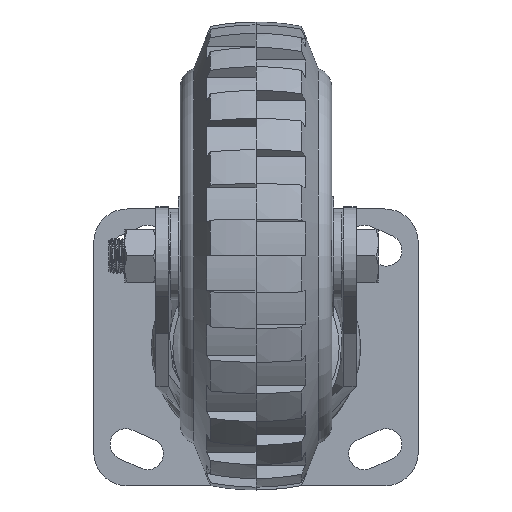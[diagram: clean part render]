
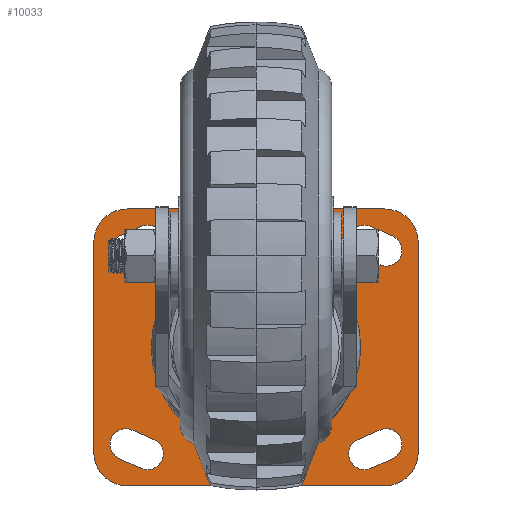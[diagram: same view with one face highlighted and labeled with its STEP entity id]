
A CAD part, front view. The second image highlights one B-rep face of the part: STEP entity #10033.
In plain terms, the highlighted planar face has unit normal (0, -1, 0).
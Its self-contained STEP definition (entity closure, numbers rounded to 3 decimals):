
#299=FACE_BOUND('',#1629,.T.);
#300=FACE_BOUND('',#1630,.T.);
#301=FACE_BOUND('',#1631,.T.);
#302=FACE_BOUND('',#1632,.T.);
#303=FACE_BOUND('',#1633,.T.);
#434=PLANE('',#10918);
#982=FACE_OUTER_BOUND('',#1628,.T.);
#1628=EDGE_LOOP('',(#7364,#7365,#7366,#7367,#7368,#7369,#7370,#7371));
#1629=EDGE_LOOP('',(#7372,#7373,#7374,#7375));
#1630=EDGE_LOOP('',(#7376,#7377,#7378,#7379));
#1631=EDGE_LOOP('',(#7380,#7381,#7382,#7383));
#1632=EDGE_LOOP('',(#7384,#7385,#7386,#7387));
#1633=EDGE_LOOP('',(#7388,#7389));
#2250=CIRCLE('',#10862,35.4);
#2251=CIRCLE('',#10863,35.4);
#2257=CIRCLE('',#10872,5.65);
#2259=CIRCLE('',#10876,5.65);
#2261=CIRCLE('',#10880,5.65);
#2263=CIRCLE('',#10884,5.65);
#2265=CIRCLE('',#10888,5.65);
#2267=CIRCLE('',#10892,5.65);
#2269=CIRCLE('',#10896,5.65);
#2271=CIRCLE('',#10900,5.65);
#2273=CIRCLE('',#10904,12.);
#2275=CIRCLE('',#10908,12.);
#2277=CIRCLE('',#10912,12.);
#2279=CIRCLE('',#10916,12.);
#3071=LINE('',#19034,#3647);
#3075=LINE('',#19046,#3651);
#3079=LINE('',#19058,#3655);
#3083=LINE('',#19070,#3659);
#3087=LINE('',#19082,#3663);
#3091=LINE('',#19094,#3667);
#3095=LINE('',#19106,#3671);
#3099=LINE('',#19118,#3675);
#3103=LINE('',#19130,#3679);
#3107=LINE('',#19142,#3683);
#3111=LINE('',#19154,#3687);
#3115=LINE('',#19166,#3691);
#3647=VECTOR('',#12452,10.);
#3651=VECTOR('',#12464,10.);
#3655=VECTOR('',#12476,10.);
#3659=VECTOR('',#12488,10.);
#3663=VECTOR('',#12500,10.);
#3667=VECTOR('',#12512,10.);
#3671=VECTOR('',#12524,10.);
#3675=VECTOR('',#12536,10.);
#3679=VECTOR('',#12548,10.);
#3683=VECTOR('',#12560,10.);
#3687=VECTOR('',#12572,10.);
#3691=VECTOR('',#12584,10.);
#4318=VERTEX_POINT('',#19016);
#4319=VERTEX_POINT('',#19017);
#4324=VERTEX_POINT('',#19031);
#4325=VERTEX_POINT('',#19033);
#4327=VERTEX_POINT('',#19039);
#4329=VERTEX_POINT('',#19045);
#4332=VERTEX_POINT('',#19055);
#4333=VERTEX_POINT('',#19057);
#4335=VERTEX_POINT('',#19063);
#4337=VERTEX_POINT('',#19069);
#4340=VERTEX_POINT('',#19079);
#4341=VERTEX_POINT('',#19081);
#4343=VERTEX_POINT('',#19087);
#4345=VERTEX_POINT('',#19093);
#4348=VERTEX_POINT('',#19103);
#4349=VERTEX_POINT('',#19105);
#4351=VERTEX_POINT('',#19111);
#4353=VERTEX_POINT('',#19117);
#4356=VERTEX_POINT('',#19127);
#4357=VERTEX_POINT('',#19129);
#4359=VERTEX_POINT('',#19135);
#4361=VERTEX_POINT('',#19141);
#4363=VERTEX_POINT('',#19147);
#4365=VERTEX_POINT('',#19153);
#4367=VERTEX_POINT('',#19159);
#4369=VERTEX_POINT('',#19165);
#5398=EDGE_CURVE('',#4318,#4319,#2250,.T.);
#5399=EDGE_CURVE('',#4319,#4318,#2251,.T.);
#5406=EDGE_CURVE('',#4325,#4324,#3071,.T.);
#5409=EDGE_CURVE('',#4327,#4325,#2257,.T.);
#5412=EDGE_CURVE('',#4329,#4327,#3075,.T.);
#5415=EDGE_CURVE('',#4324,#4329,#2259,.T.);
#5418=EDGE_CURVE('',#4333,#4332,#3079,.T.);
#5421=EDGE_CURVE('',#4335,#4333,#2261,.T.);
#5424=EDGE_CURVE('',#4337,#4335,#3083,.T.);
#5427=EDGE_CURVE('',#4332,#4337,#2263,.T.);
#5430=EDGE_CURVE('',#4341,#4340,#3087,.T.);
#5433=EDGE_CURVE('',#4343,#4341,#2265,.T.);
#5436=EDGE_CURVE('',#4345,#4343,#3091,.T.);
#5439=EDGE_CURVE('',#4340,#4345,#2267,.T.);
#5442=EDGE_CURVE('',#4349,#4348,#3095,.T.);
#5445=EDGE_CURVE('',#4351,#4349,#2269,.T.);
#5448=EDGE_CURVE('',#4353,#4351,#3099,.T.);
#5451=EDGE_CURVE('',#4348,#4353,#2271,.T.);
#5454=EDGE_CURVE('',#4357,#4356,#3103,.T.);
#5457=EDGE_CURVE('',#4359,#4357,#2273,.T.);
#5460=EDGE_CURVE('',#4361,#4359,#3107,.T.);
#5463=EDGE_CURVE('',#4363,#4361,#2275,.T.);
#5466=EDGE_CURVE('',#4365,#4363,#3111,.T.);
#5469=EDGE_CURVE('',#4367,#4365,#2277,.T.);
#5472=EDGE_CURVE('',#4369,#4367,#3115,.T.);
#5475=EDGE_CURVE('',#4356,#4369,#2279,.T.);
#7364=ORIENTED_EDGE('',*,*,#5475,.T.);
#7365=ORIENTED_EDGE('',*,*,#5472,.T.);
#7366=ORIENTED_EDGE('',*,*,#5469,.T.);
#7367=ORIENTED_EDGE('',*,*,#5466,.T.);
#7368=ORIENTED_EDGE('',*,*,#5463,.T.);
#7369=ORIENTED_EDGE('',*,*,#5460,.T.);
#7370=ORIENTED_EDGE('',*,*,#5457,.T.);
#7371=ORIENTED_EDGE('',*,*,#5454,.T.);
#7372=ORIENTED_EDGE('',*,*,#5451,.T.);
#7373=ORIENTED_EDGE('',*,*,#5448,.T.);
#7374=ORIENTED_EDGE('',*,*,#5445,.T.);
#7375=ORIENTED_EDGE('',*,*,#5442,.T.);
#7376=ORIENTED_EDGE('',*,*,#5439,.T.);
#7377=ORIENTED_EDGE('',*,*,#5436,.T.);
#7378=ORIENTED_EDGE('',*,*,#5433,.T.);
#7379=ORIENTED_EDGE('',*,*,#5430,.T.);
#7380=ORIENTED_EDGE('',*,*,#5427,.T.);
#7381=ORIENTED_EDGE('',*,*,#5424,.T.);
#7382=ORIENTED_EDGE('',*,*,#5421,.T.);
#7383=ORIENTED_EDGE('',*,*,#5418,.T.);
#7384=ORIENTED_EDGE('',*,*,#5415,.T.);
#7385=ORIENTED_EDGE('',*,*,#5412,.T.);
#7386=ORIENTED_EDGE('',*,*,#5409,.T.);
#7387=ORIENTED_EDGE('',*,*,#5406,.T.);
#7388=ORIENTED_EDGE('',*,*,#5398,.T.);
#7389=ORIENTED_EDGE('',*,*,#5399,.T.);
#10033=ADVANCED_FACE('',(#982,#299,#300,#301,#302,#303),#434,.F.);
#10862=AXIS2_PLACEMENT_3D('',#19018,#12434,#12435);
#10863=AXIS2_PLACEMENT_3D('',#19019,#12436,#12437);
#10872=AXIS2_PLACEMENT_3D('',#19040,#12458,#12459);
#10876=AXIS2_PLACEMENT_3D('',#19050,#12470,#12471);
#10880=AXIS2_PLACEMENT_3D('',#19064,#12482,#12483);
#10884=AXIS2_PLACEMENT_3D('',#19074,#12494,#12495);
#10888=AXIS2_PLACEMENT_3D('',#19088,#12506,#12507);
#10892=AXIS2_PLACEMENT_3D('',#19098,#12518,#12519);
#10896=AXIS2_PLACEMENT_3D('',#19112,#12530,#12531);
#10900=AXIS2_PLACEMENT_3D('',#19122,#12542,#12543);
#10904=AXIS2_PLACEMENT_3D('',#19136,#12554,#12555);
#10908=AXIS2_PLACEMENT_3D('',#19148,#12566,#12567);
#10912=AXIS2_PLACEMENT_3D('',#19160,#12578,#12579);
#10916=AXIS2_PLACEMENT_3D('',#19170,#12590,#12591);
#10918=AXIS2_PLACEMENT_3D('',#19172,#12594,#12595);
#12434=DIRECTION('center_axis',(0.,1.,0.));
#12435=DIRECTION('ref_axis',(1.,0.,0.));
#12436=DIRECTION('center_axis',(0.,1.,0.));
#12437=DIRECTION('ref_axis',(1.,0.,0.));
#12452=DIRECTION('',(0.918,0.,0.397));
#12458=DIRECTION('center_axis',(0.,1.,0.));
#12459=DIRECTION('ref_axis',(0.397,0.,-0.918));
#12464=DIRECTION('',(-0.918,0.,-0.397));
#12470=DIRECTION('center_axis',(0.,1.,0.));
#12471=DIRECTION('ref_axis',(-0.397,0.,0.918));
#12476=DIRECTION('',(0.918,0.,-0.397));
#12482=DIRECTION('center_axis',(0.,1.,0.));
#12483=DIRECTION('ref_axis',(-0.397,0.,-0.918));
#12488=DIRECTION('',(-0.918,0.,0.397));
#12494=DIRECTION('center_axis',(0.,1.,0.));
#12495=DIRECTION('ref_axis',(0.397,0.,0.918));
#12500=DIRECTION('',(-0.918,0.,-0.397));
#12506=DIRECTION('center_axis',(0.,1.,0.));
#12507=DIRECTION('ref_axis',(-0.397,0.,0.918));
#12512=DIRECTION('',(0.918,0.,0.397));
#12518=DIRECTION('center_axis',(0.,1.,0.));
#12519=DIRECTION('ref_axis',(0.397,0.,-0.918));
#12524=DIRECTION('',(-0.918,0.,0.397));
#12530=DIRECTION('center_axis',(0.,1.,0.));
#12531=DIRECTION('ref_axis',(0.397,0.,0.918));
#12536=DIRECTION('',(0.918,0.,-0.397));
#12542=DIRECTION('center_axis',(0.,1.,0.));
#12543=DIRECTION('ref_axis',(-0.397,0.,-0.918));
#12548=DIRECTION('',(-1.,0.,0.));
#12554=DIRECTION('center_axis',(0.,-1.,0.));
#12555=DIRECTION('ref_axis',(0.,0.,1.));
#12560=DIRECTION('',(0.,0.,1.));
#12566=DIRECTION('center_axis',(0.,-1.,0.));
#12567=DIRECTION('ref_axis',(1.,0.,0.));
#12572=DIRECTION('',(1.,0.,0.));
#12578=DIRECTION('center_axis',(0.,-1.,0.));
#12579=DIRECTION('ref_axis',(0.,0.,-1.));
#12584=DIRECTION('',(0.,0.,-1.));
#12590=DIRECTION('center_axis',(0.,-1.,0.));
#12591=DIRECTION('ref_axis',(-1.,0.,0.));
#12594=DIRECTION('center_axis',(0.,1.,0.));
#12595=DIRECTION('ref_axis',(1.,0.,0.));
#19016=CARTESIAN_POINT('',(-35.4,-4.66,0.));
#19017=CARTESIAN_POINT('',(0.,-4.66,-35.4));
#19018=CARTESIAN_POINT('Origin',(0.,-4.66,0.));
#19019=CARTESIAN_POINT('Origin',(0.,-4.66,0.));
#19031=CARTESIAN_POINT('',(-41.17,-4.66,43.477));
#19033=CARTESIAN_POINT('',(-49.062,-4.66,40.06));
#19034=CARTESIAN_POINT('',(-41.17,-4.66,43.477));
#19039=CARTESIAN_POINT('',(-44.572,-4.66,29.69));
#19040=CARTESIAN_POINT('Origin',(-46.817,-4.66,34.875));
#19045=CARTESIAN_POINT('',(-36.68,-4.66,33.108));
#19046=CARTESIAN_POINT('',(-44.572,-4.66,29.69));
#19050=CARTESIAN_POINT('Origin',(-38.925,-4.66,38.292));
#19055=CARTESIAN_POINT('',(49.062,-4.66,40.06));
#19057=CARTESIAN_POINT('',(41.17,-4.66,43.477));
#19058=CARTESIAN_POINT('',(41.17,-4.66,43.477));
#19063=CARTESIAN_POINT('',(36.68,-4.66,33.108));
#19064=CARTESIAN_POINT('Origin',(38.925,-4.66,38.292));
#19069=CARTESIAN_POINT('',(44.572,-4.66,29.69));
#19070=CARTESIAN_POINT('',(44.572,-4.66,29.69));
#19074=CARTESIAN_POINT('Origin',(46.817,-4.66,34.875));
#19079=CARTESIAN_POINT('',(41.17,-4.66,-43.477));
#19081=CARTESIAN_POINT('',(49.062,-4.66,-40.06));
#19082=CARTESIAN_POINT('',(41.17,-4.66,-43.477));
#19087=CARTESIAN_POINT('',(44.572,-4.66,-29.69));
#19088=CARTESIAN_POINT('Origin',(46.817,-4.66,-34.875));
#19093=CARTESIAN_POINT('',(36.68,-4.66,-33.108));
#19094=CARTESIAN_POINT('',(44.572,-4.66,-29.69));
#19098=CARTESIAN_POINT('Origin',(38.925,-4.66,-38.292));
#19103=CARTESIAN_POINT('',(-49.062,-4.66,-40.06));
#19105=CARTESIAN_POINT('',(-41.17,-4.66,-43.477));
#19106=CARTESIAN_POINT('',(-41.17,-4.66,-43.477));
#19111=CARTESIAN_POINT('',(-36.68,-4.66,-33.108));
#19112=CARTESIAN_POINT('Origin',(-38.925,-4.66,-38.292));
#19117=CARTESIAN_POINT('',(-44.572,-4.66,-29.69));
#19118=CARTESIAN_POINT('',(-44.572,-4.66,-29.69));
#19122=CARTESIAN_POINT('Origin',(-46.817,-4.66,-34.875));
#19127=CARTESIAN_POINT('',(-46.3,-4.66,49.75));
#19129=CARTESIAN_POINT('',(46.3,-4.66,49.75));
#19130=CARTESIAN_POINT('',(-46.3,-4.66,49.75));
#19135=CARTESIAN_POINT('',(58.3,-4.66,37.75));
#19136=CARTESIAN_POINT('Origin',(46.3,-4.66,37.75));
#19141=CARTESIAN_POINT('',(58.3,-4.66,-37.75));
#19142=CARTESIAN_POINT('',(58.3,-4.66,37.75));
#19147=CARTESIAN_POINT('',(46.3,-4.66,-49.75));
#19148=CARTESIAN_POINT('Origin',(46.3,-4.66,-37.75));
#19153=CARTESIAN_POINT('',(-46.3,-4.66,-49.75));
#19154=CARTESIAN_POINT('',(46.3,-4.66,-49.75));
#19159=CARTESIAN_POINT('',(-58.3,-4.66,-37.75));
#19160=CARTESIAN_POINT('Origin',(-46.3,-4.66,-37.75));
#19165=CARTESIAN_POINT('',(-58.3,-4.66,37.75));
#19166=CARTESIAN_POINT('',(-58.3,-4.66,-37.75));
#19170=CARTESIAN_POINT('Origin',(-46.3,-4.66,37.75));
#19172=CARTESIAN_POINT('Origin',(0.,-4.66,0.));
